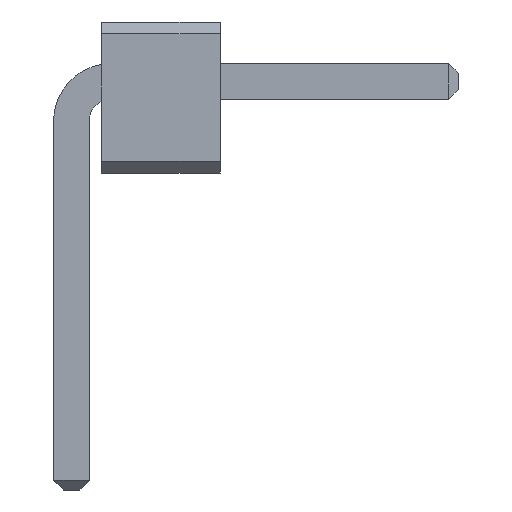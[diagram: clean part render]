
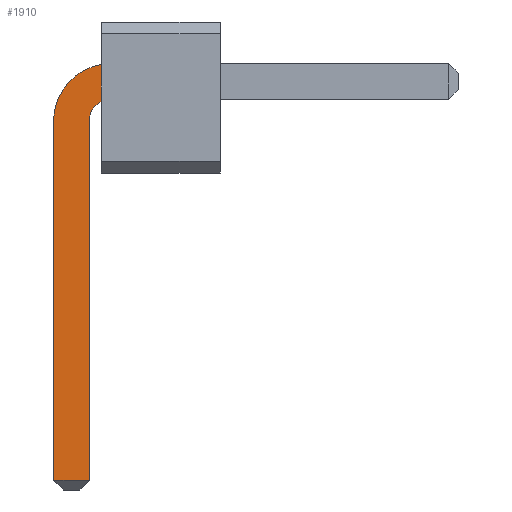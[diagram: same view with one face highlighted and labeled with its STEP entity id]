
A CAD part, front view. The second image highlights one B-rep face of the part: STEP entity #1910.
In plain terms, the highlighted planar face has unit normal (0, -1, 0).
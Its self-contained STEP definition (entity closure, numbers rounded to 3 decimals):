
#708 = VERTEX_POINT('',#709);
#709 = CARTESIAN_POINT('',(0.25,-3.15,0.779));
#717 = EDGE_CURVE('',#708,#718,#720,.T.);
#718 = VERTEX_POINT('',#719);
#719 = CARTESIAN_POINT('',(0.25,-3.15,0.467));
#720 = LINE('',#721,#722);
#721 = CARTESIAN_POINT('',(0.25,-3.15,0.1));
#722 = VECTOR('',#723,1.);
#723 = DIRECTION('',(0.,0.,-1.));
#1825 = VERTEX_POINT('',#1826);
#1826 = CARTESIAN_POINT('',(-0.15,-3.15,0.335));
#1832 = EDGE_CURVE('',#1825,#708,#1833,.T.);
#1833 = CIRCLE('',#1834,0.485);
#1834 = AXIS2_PLACEMENT_3D('',#1835,#1836,#1837);
#1835 = CARTESIAN_POINT('',(0.333,-3.15,0.302));
#1836 = DIRECTION('',(0.,1.,0.));
#1837 = DIRECTION('',(-0.998,0.,
0.069));
#1891 = EDGE_CURVE('',#718,#1892,#1894,.T.);
#1892 = VERTEX_POINT('',#1893);
#1893 = CARTESIAN_POINT('',(0.15,-3.15,0.335));
#1894 = CIRCLE('',#1895,0.194);
#1895 = AXIS2_PLACEMENT_3D('',#1896,#1897,#1898);
#1896 = CARTESIAN_POINT('',(0.34,-3.15,0.295));
#1897 = DIRECTION('',(0.,-1.,0.));
#1898 = DIRECTION('',(-0.207,0.,0.978)
);
#1910 = ADVANCED_FACE('',(#1911),#1938,.F.);
#1911 = FACE_BOUND('',#1912,.F.);
#1912 = EDGE_LOOP('',(#1913,#1914,#1915,#1923,#1931,#1937));
#1913 = ORIENTED_EDGE('',*,*,#717,.T.);
#1914 = ORIENTED_EDGE('',*,*,#1891,.T.);
#1915 = ORIENTED_EDGE('',*,*,#1916,.T.);
#1916 = EDGE_CURVE('',#1892,#1917,#1919,.T.);
#1917 = VERTEX_POINT('',#1918);
#1918 = CARTESIAN_POINT('',(0.15,-3.15,-2.72));
#1919 = LINE('',#1920,#1921);
#1920 = CARTESIAN_POINT('',(0.15,-3.15,0.335));
#1921 = VECTOR('',#1922,1.);
#1922 = DIRECTION('',(0.,0.,-1.));
#1923 = ORIENTED_EDGE('',*,*,#1924,.T.);
#1924 = EDGE_CURVE('',#1917,#1925,#1927,.T.);
#1925 = VERTEX_POINT('',#1926);
#1926 = CARTESIAN_POINT('',(-0.15,-3.15,-2.72));
#1927 = LINE('',#1928,#1929);
#1928 = CARTESIAN_POINT('',(0.15,-3.15,-2.72));
#1929 = VECTOR('',#1930,1.);
#1930 = DIRECTION('',(-1.,0.,0.));
#1931 = ORIENTED_EDGE('',*,*,#1932,.T.);
#1932 = EDGE_CURVE('',#1925,#1825,#1933,.T.);
#1933 = LINE('',#1934,#1935);
#1934 = CARTESIAN_POINT('',(-0.15,-3.15,-2.8));
#1935 = VECTOR('',#1936,1.);
#1936 = DIRECTION('',(0.,0.,1.));
#1937 = ORIENTED_EDGE('',*,*,#1832,.T.);
#1938 = PLANE('',#1939);
#1939 = AXIS2_PLACEMENT_3D('',#1940,#1941,#1942);
#1940 = CARTESIAN_POINT('',(0.841,-3.15,-0.301));
#1941 = DIRECTION('',(0.,1.,-0.));
#1942 = DIRECTION('',(0.,0.,-1.));
